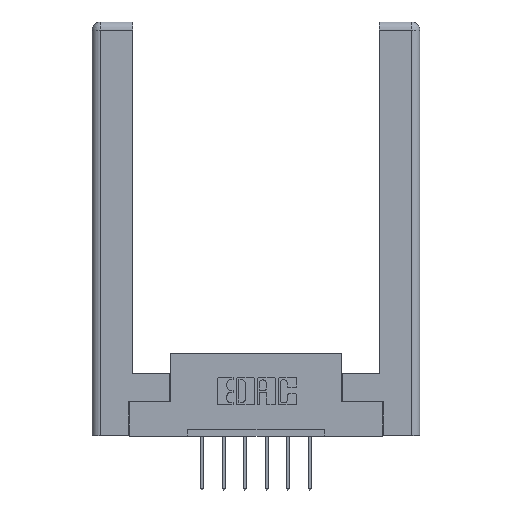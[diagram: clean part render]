
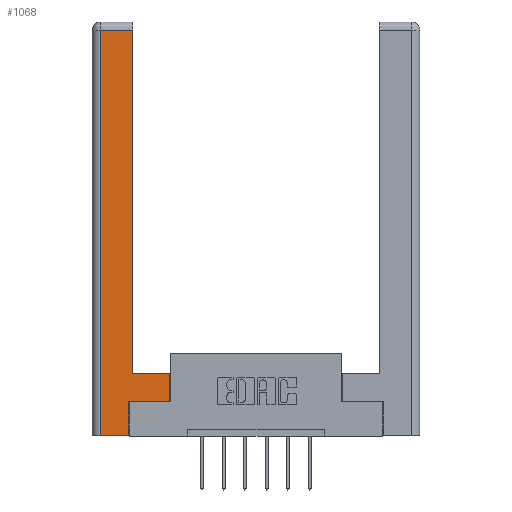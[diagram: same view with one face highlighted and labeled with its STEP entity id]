
A CAD part, top view. The second image highlights one B-rep face of the part: STEP entity #1068.
In plain terms, the highlighted planar face has unit normal (0, 0, 1).
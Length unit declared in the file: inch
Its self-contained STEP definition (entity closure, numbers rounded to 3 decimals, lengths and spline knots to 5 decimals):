
#27 = ORIENTED_EDGE ( 'NONE', *, *, #1929, .T. ) ;
#209 = PLANE ( 'NONE',  #5463 ) ;
#848 = LINE ( 'NONE', #8259, #4749 ) ;
#1068 = ADVANCED_FACE ( 'NONE', ( #11173 ), #209, .F. ) ;
#1448 = VERTEX_POINT ( 'NONE', #9036 ) ;
#1552 = VECTOR ( 'NONE', #4896, 39.37008 ) ;
#1929 = EDGE_CURVE ( 'NONE', #10307, #1448, #6604, .T. ) ;
#2032 = CARTESIAN_POINT ( 'NONE',  ( 0.295, 0.45, 0. ) ) ;
#2328 = VERTEX_POINT ( 'NONE', #8282 ) ;
#2345 = CARTESIAN_POINT ( 'NONE',  ( 0.295, 0.45, 0. ) ) ;
#2372 = CARTESIAN_POINT ( 'NONE',  ( 0.565, 0.45, 0. ) ) ;
#2493 = DIRECTION ( 'NONE',  ( 0., 1., 0. ) ) ;
#2524 = CARTESIAN_POINT ( 'NONE',  ( 0.265, 0., 0. ) ) ;
#2540 = EDGE_CURVE ( 'NONE', #2328, #5083, #11269, .T. ) ;
#2606 = VERTEX_POINT ( 'NONE', #2372 ) ;
#2891 = VERTEX_POINT ( 'NONE', #4980 ) ;
#3044 = ORIENTED_EDGE ( 'NONE', *, *, #8956, .T. ) ;
#3138 = VERTEX_POINT ( 'NONE', #8722 ) ;
#3300 = CARTESIAN_POINT ( 'NONE',  ( 0.265, 0.245, 0. ) ) ;
#3692 = EDGE_CURVE ( 'NONE', #10916, #2606, #11239, .T. ) ;
#3880 = EDGE_CURVE ( 'NONE', #2606, #10307, #6829, .T. ) ;
#4252 = DIRECTION ( 'NONE',  ( 1., 0., 0. ) ) ;
#4362 = ORIENTED_EDGE ( 'NONE', *, *, #8742, .T. ) ;
#4611 = VECTOR ( 'NONE', #2493, 39.37008 ) ;
#4749 = VECTOR ( 'NONE', #7441, 39.37008 ) ;
#4896 = DIRECTION ( 'NONE',  ( 0., 1., 0. ) ) ;
#4980 = CARTESIAN_POINT ( 'NONE',  ( 0.0615, 2.94, 0. ) ) ;
#5083 = VERTEX_POINT ( 'NONE', #9780 ) ;
#5344 = LINE ( 'NONE', #2524, #11328 ) ;
#5463 = AXIS2_PLACEMENT_3D ( 'NONE', #10360, #6635, #7571 ) ;
#5702 = DIRECTION ( 'NONE',  ( 0., 1., 0. ) ) ;
#5931 = EDGE_CURVE ( 'NONE', #3138, #2328, #5344, .T. ) ;
#6011 = CARTESIAN_POINT ( 'NONE',  ( 0.0615, 0., 0. ) ) ;
#6026 = ORIENTED_EDGE ( 'NONE', *, *, #2540, .T. ) ;
#6604 = LINE ( 'NONE', #10924, #8739 ) ;
#6607 = DIRECTION ( 'NONE',  ( -1., 0., 0. ) ) ;
#6635 = DIRECTION ( 'NONE',  ( 0., 0., -1. ) ) ;
#6754 = LINE ( 'NONE', #9272, #11438 ) ;
#6816 = ORIENTED_EDGE ( 'NONE', *, *, #5931, .T. ) ;
#6829 = LINE ( 'NONE', #2345, #8399 ) ;
#7441 = DIRECTION ( 'NONE',  ( 1., 0., 0. ) ) ;
#7541 = CARTESIAN_POINT ( 'NONE',  ( 0.565, 0.245, 0. ) ) ;
#7571 = DIRECTION ( 'NONE',  ( -1., 0., 0. ) ) ;
#7767 = ORIENTED_EDGE ( 'NONE', *, *, #3880, .T. ) ;
#8259 = CARTESIAN_POINT ( 'NONE',  ( 0.565, 0.245, 0. ) ) ;
#8282 = CARTESIAN_POINT ( 'NONE',  ( 0.265, 0., 0. ) ) ;
#8399 = VECTOR ( 'NONE', #11450, 39.37008 ) ;
#8532 = ORIENTED_EDGE ( 'NONE', *, *, #3692, .T. ) ;
#8612 = VECTOR ( 'NONE', #9607, 39.37008 ) ;
#8722 = CARTESIAN_POINT ( 'NONE',  ( 0.0615, 0., 0. ) ) ;
#8739 = VECTOR ( 'NONE', #5702, 39.37008 ) ;
#8742 = EDGE_CURVE ( 'NONE', #2891, #3138, #10431, .T. ) ;
#8956 = EDGE_CURVE ( 'NONE', #1448, #2891, #6754, .T. ) ;
#9036 = CARTESIAN_POINT ( 'NONE',  ( 0.295, 2.94, 0. ) ) ;
#9245 = EDGE_LOOP ( 'NONE', ( #27, #3044, #4362, #6816, #6026, #10895, #8532, #7767 ) ) ;
#9272 = CARTESIAN_POINT ( 'NONE',  ( 0.0615, 2.94, 0. ) ) ;
#9607 = DIRECTION ( 'NONE',  ( 0., -1., 0. ) ) ;
#9780 = CARTESIAN_POINT ( 'NONE',  ( 0.265, 0.245, 0. ) ) ;
#10307 = VERTEX_POINT ( 'NONE', #2032 ) ;
#10360 = CARTESIAN_POINT ( 'NONE',  ( 0., 0., 0. ) ) ;
#10363 = EDGE_CURVE ( 'NONE', #5083, #10916, #848, .T. ) ;
#10431 = LINE ( 'NONE', #6011, #8612 ) ;
#10895 = ORIENTED_EDGE ( 'NONE', *, *, #10363, .T. ) ;
#10916 = VERTEX_POINT ( 'NONE', #7541 ) ;
#10924 = CARTESIAN_POINT ( 'NONE',  ( 0.295, 3., 0. ) ) ;
#11173 = FACE_OUTER_BOUND ( 'NONE', #9245, .T. ) ;
#11205 = CARTESIAN_POINT ( 'NONE',  ( 0.565, 0.45, 0. ) ) ;
#11239 = LINE ( 'NONE', #11205, #1552 ) ;
#11269 = LINE ( 'NONE', #3300, #4611 ) ;
#11328 = VECTOR ( 'NONE', #4252, 39.37008 ) ;
#11438 = VECTOR ( 'NONE', #6607, 39.37008 ) ;
#11450 = DIRECTION ( 'NONE',  ( -1., 0., 0. ) ) ;
